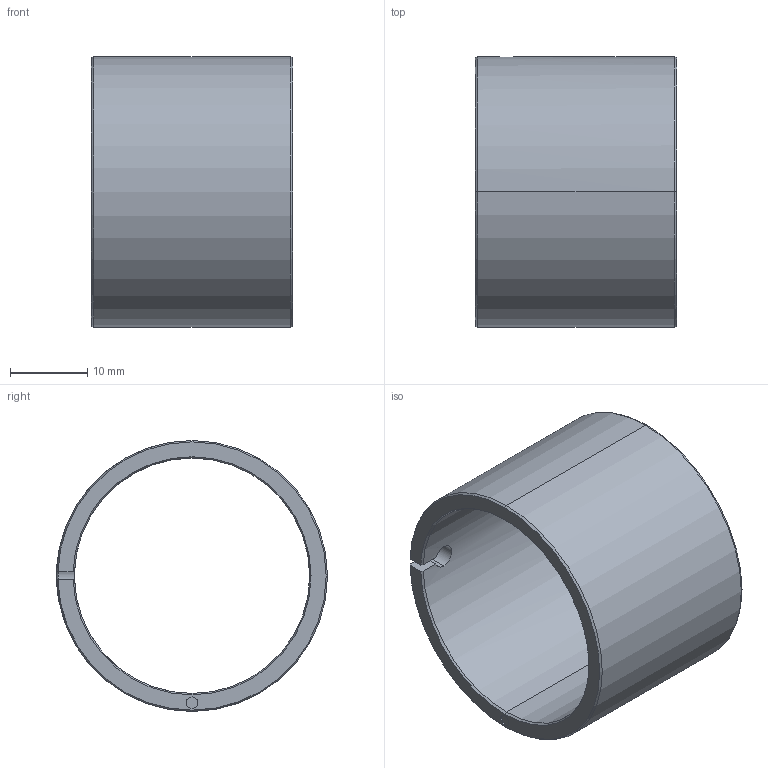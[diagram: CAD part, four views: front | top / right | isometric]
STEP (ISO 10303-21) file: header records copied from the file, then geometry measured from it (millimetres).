
FILE_DESCRIPTION (( 'STEP AP214' ), '1' );
FILE_NAME ('PRT-10A-09.STEP', '2021-04-15T08:14:54', ( '' ), ( '' ), 'SwSTEP 2.0', 'SolidWorks 2018', '' );
FILE_SCHEMA (( 'AUTOMOTIVE_DESIGN' ));
Length unit declared in the file: millimetre
Products named in the file (2): PRT-10A-09
Bounding box: 26 x 35 x 35 mm (x, y, z)
Volume: 6110 mm3; surface area: 5772.2 mm2
Topology: 1 solids, 1 shells, 25 faces, 61 edges, 38 vertices
Faces by surface type: cone 10, cylinder 9, plane 5, bspline 1
Entity records: 1528 total; most frequent: CARTESIAN_POINT 862, DIRECTION 124, ORIENTED_EDGE 122, EDGE_CURVE 61, AXIS2_PLACEMENT_3D 50, VERTEX_POINT 38, EDGE_LOOP 27, FACE_OUTER_BOUND 25
